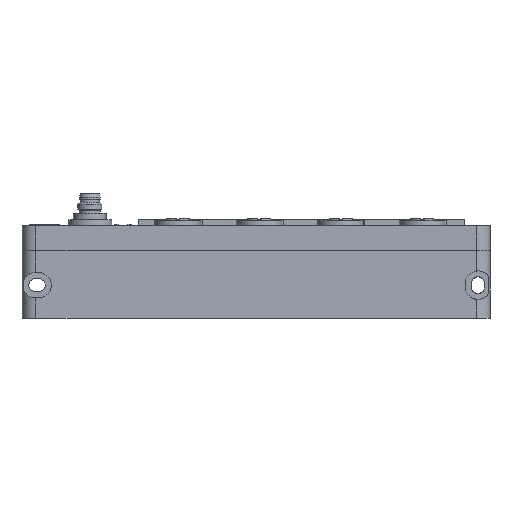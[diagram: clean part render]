
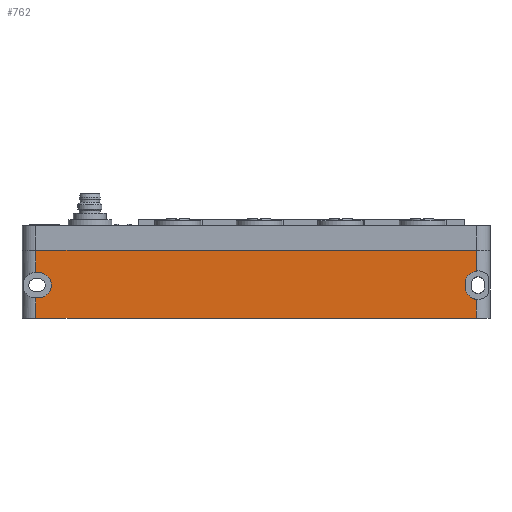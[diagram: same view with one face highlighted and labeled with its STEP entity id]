
A CAD part, front view. The second image highlights one B-rep face of the part: STEP entity #762.
In plain terms, the highlighted planar face has unit normal (0, -1, 0).
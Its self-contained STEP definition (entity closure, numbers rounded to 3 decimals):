
#687=AXIS2_PLACEMENT_3D('Plane Axis2P3D',#684,#685,#686) ;
#705=AXIS2_PLACEMENT_3D('Circle Axis2P3D',#703,#704,$) ;
#731=AXIS2_PLACEMENT_3D('Circle Axis2P3D',#729,#730,$) ;
#745=AXIS2_PLACEMENT_3D('Circle Axis2P3D',#743,#744,$) ;
#222=CARTESIAN_POINT('Vertex',(4.5,0.,22.5)) ;
#225=CARTESIAN_POINT('Line Origine',(77.5,0.,22.5)) ;
#229=CARTESIAN_POINT('Vertex',(150.5,0.,22.5)) ;
#604=CARTESIAN_POINT('Line Origine',(4.5,0.,11.25)) ;
#608=CARTESIAN_POINT('Vertex',(4.5,0.,15.214)) ;
#615=CARTESIAN_POINT('Vertex',(4.5,0.,0.)) ;
#618=CARTESIAN_POINT('Line Origine',(4.5,0.,11.25)) ;
#622=CARTESIAN_POINT('Vertex',(4.5,0.,6.786)) ;
#684=CARTESIAN_POINT('Axis2P3D Location',(4.5,0.,0.)) ;
#689=CARTESIAN_POINT('Line Origine',(150.5,0.,19.11)) ;
#693=CARTESIAN_POINT('Vertex',(150.5,0.,15.72)) ;
#696=CARTESIAN_POINT('Line Origine',(4.935,0.,15.214)) ;
#700=CARTESIAN_POINT('Vertex',(5.37,0.,15.214)) ;
#703=CARTESIAN_POINT('Axis2P3D Location',(5.37,0.,11.)) ;
#707=CARTESIAN_POINT('Vertex',(5.37,0.,6.786)) ;
#710=CARTESIAN_POINT('Line Origine',(4.935,0.,6.786)) ;
#715=CARTESIAN_POINT('Line Origine',(77.5,0.,0.)) ;
#719=CARTESIAN_POINT('Vertex',(150.5,0.,0.)) ;
#722=CARTESIAN_POINT('Line Origine',(150.5,0.,3.14)) ;
#726=CARTESIAN_POINT('Vertex',(150.5,0.,6.28)) ;
#729=CARTESIAN_POINT('Axis2P3D Location',(151.,0.,10.5)) ;
#733=CARTESIAN_POINT('Vertex',(146.75,0.,10.5)) ;
#736=CARTESIAN_POINT('Line Origine',(146.75,0.,11.)) ;
#740=CARTESIAN_POINT('Vertex',(146.75,0.,11.5)) ;
#743=CARTESIAN_POINT('Axis2P3D Location',(151.,0.,11.5)) ;
#226=DIRECTION('Vector Direction',(1.,0.,0.)) ;
#605=DIRECTION('Vector Direction',(0.,0.,1.)) ;
#619=DIRECTION('Vector Direction',(0.,0.,1.)) ;
#685=DIRECTION('Axis2P3D Direction',(0.,-1.,0.)) ;
#686=DIRECTION('Axis2P3D XDirection',(1.,0.,0.)) ;
#690=DIRECTION('Vector Direction',(0.,0.,1.)) ;
#697=DIRECTION('Vector Direction',(-1.,0.,0.)) ;
#704=DIRECTION('Axis2P3D Direction',(0.,-1.,0.)) ;
#711=DIRECTION('Vector Direction',(1.,0.,0.)) ;
#716=DIRECTION('Vector Direction',(1.,0.,0.)) ;
#723=DIRECTION('Vector Direction',(0.,0.,1.)) ;
#730=DIRECTION('Axis2P3D Direction',(0.,-1.,0.)) ;
#737=DIRECTION('Vector Direction',(0.,0.,1.)) ;
#744=DIRECTION('Axis2P3D Direction',(0.,-1.,0.)) ;
#227=VECTOR('Line Direction',#226,1.) ;
#606=VECTOR('Line Direction',#605,1.) ;
#620=VECTOR('Line Direction',#619,1.) ;
#691=VECTOR('Line Direction',#690,1.) ;
#698=VECTOR('Line Direction',#697,1.) ;
#712=VECTOR('Line Direction',#711,1.) ;
#717=VECTOR('Line Direction',#716,1.) ;
#724=VECTOR('Line Direction',#723,1.) ;
#738=VECTOR('Line Direction',#737,1.) ;
#749=ORIENTED_EDGE('',*,*,#695,.T.) ;
#750=ORIENTED_EDGE('',*,*,#231,.F.) ;
#751=ORIENTED_EDGE('',*,*,#610,.F.) ;
#752=ORIENTED_EDGE('',*,*,#702,.T.) ;
#753=ORIENTED_EDGE('',*,*,#709,.T.) ;
#754=ORIENTED_EDGE('',*,*,#714,.T.) ;
#755=ORIENTED_EDGE('',*,*,#624,.F.) ;
#756=ORIENTED_EDGE('',*,*,#721,.T.) ;
#757=ORIENTED_EDGE('',*,*,#728,.T.) ;
#758=ORIENTED_EDGE('',*,*,#735,.F.) ;
#759=ORIENTED_EDGE('',*,*,#742,.F.) ;
#760=ORIENTED_EDGE('',*,*,#747,.F.) ;
#762=ADVANCED_FACE('Housing',(#761),#688,.T.) ;
#706=CIRCLE('generated circle',#705,4.214) ;
#732=CIRCLE('generated circle',#731,4.25) ;
#746=CIRCLE('generated circle',#745,4.25) ;
#231=EDGE_CURVE('',#223,#230,#228,.T.) ;
#610=EDGE_CURVE('',#609,#223,#607,.T.) ;
#624=EDGE_CURVE('',#616,#623,#621,.T.) ;
#695=EDGE_CURVE('',#694,#230,#692,.T.) ;
#702=EDGE_CURVE('',#609,#701,#699,.F.) ;
#709=EDGE_CURVE('',#701,#708,#706,.F.) ;
#714=EDGE_CURVE('',#708,#623,#713,.F.) ;
#721=EDGE_CURVE('',#616,#720,#718,.T.) ;
#728=EDGE_CURVE('',#720,#727,#725,.T.) ;
#735=EDGE_CURVE('',#734,#727,#732,.T.) ;
#742=EDGE_CURVE('',#741,#734,#739,.F.) ;
#747=EDGE_CURVE('',#694,#741,#746,.T.) ;
#748=EDGE_LOOP('',(#749,#750,#751,#752,#753,#754,#755,#756,#757,#758,#759,#760)) ;
#761=FACE_OUTER_BOUND('',#748,.T.) ;
#228=LINE('Line',#225,#227) ;
#607=LINE('Line',#604,#606) ;
#621=LINE('Line',#618,#620) ;
#692=LINE('Line',#689,#691) ;
#699=LINE('Line',#696,#698) ;
#713=LINE('Line',#710,#712) ;
#718=LINE('Line',#715,#717) ;
#725=LINE('Line',#722,#724) ;
#739=LINE('Line',#736,#738) ;
#688=PLANE('',#687) ;
#223=VERTEX_POINT('',#222) ;
#230=VERTEX_POINT('',#229) ;
#609=VERTEX_POINT('',#608) ;
#616=VERTEX_POINT('',#615) ;
#623=VERTEX_POINT('',#622) ;
#694=VERTEX_POINT('',#693) ;
#701=VERTEX_POINT('',#700) ;
#708=VERTEX_POINT('',#707) ;
#720=VERTEX_POINT('',#719) ;
#727=VERTEX_POINT('',#726) ;
#734=VERTEX_POINT('',#733) ;
#741=VERTEX_POINT('',#740) ;
